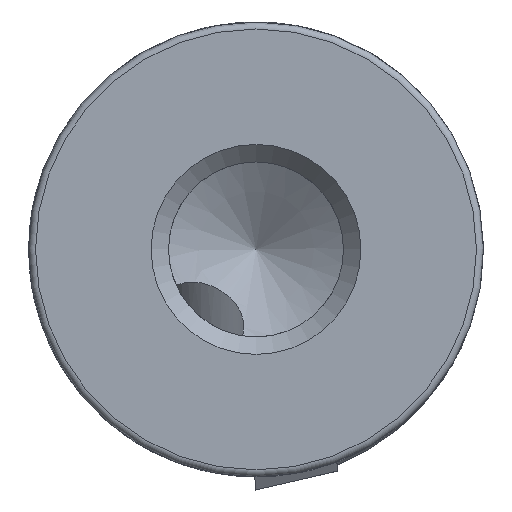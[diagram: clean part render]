
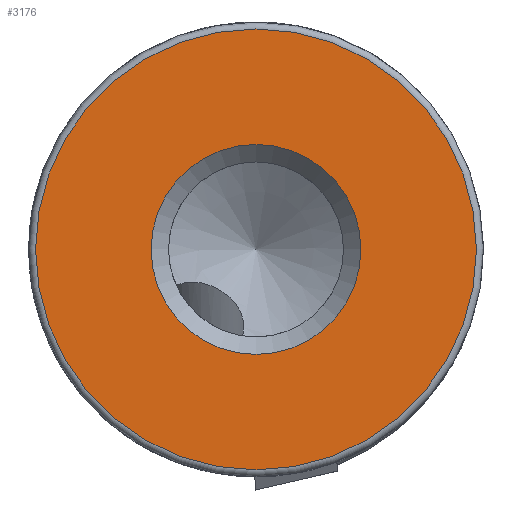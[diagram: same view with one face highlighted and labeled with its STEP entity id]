
A CAD part, left-side view. The second image highlights one B-rep face of the part: STEP entity #3176.
In plain terms, the highlighted planar face has unit normal (-1, 0, 0).
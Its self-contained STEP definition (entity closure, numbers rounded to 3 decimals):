
#101 = CARTESIAN_POINT ( 'NONE',  ( -23., 0., 6.875 ) ) ;
#105 = AXIS2_PLACEMENT_3D ( 'NONE', #272, #3020, #1523 ) ;
#120 = EDGE_LOOP ( 'NONE', ( #1567 ) ) ;
#272 = CARTESIAN_POINT ( 'NONE',  ( -23., 0., 0.375 ) ) ;
#295 = AXIS2_PLACEMENT_3D ( 'NONE', #101, #2878, #3133 ) ;
#336 = VERTEX_POINT ( 'NONE', #432 ) ;
#364 = DIRECTION ( 'NONE',  ( 0., 0., 1. ) ) ;
#372 = DIRECTION ( 'NONE',  ( -1., 0., 0. ) ) ;
#383 = CIRCLE ( 'NONE', #295, 6.3 ) ;
#432 = CARTESIAN_POINT ( 'NONE',  ( -23., 0., 0.575 ) ) ;
#611 = FACE_BOUND ( 'NONE', #2679, .T. ) ;
#652 = FACE_OUTER_BOUND ( 'NONE', #120, .T. ) ;
#1370 = AXIS2_PLACEMENT_3D ( 'NONE', #1626, #372, #364 ) ;
#1523 = DIRECTION ( 'NONE',  ( 0., 0., -1. ) ) ;
#1567 = ORIENTED_EDGE ( 'NONE', *, *, #2965, .T. ) ;
#1626 = CARTESIAN_POINT ( 'NONE',  ( -23., 0., 6.875 ) ) ;
#1627 = ORIENTED_EDGE ( 'NONE', *, *, #2827, .F. ) ;
#1916 = VERTEX_POINT ( 'NONE', #2030 ) ;
#2030 = CARTESIAN_POINT ( 'NONE',  ( -23., 0., 9.875 ) ) ;
#2535 = CIRCLE ( 'NONE', #1370, 3. ) ;
#2679 = EDGE_LOOP ( 'NONE', ( #1627 ) ) ;
#2740 = PLANE ( 'NONE',  #105 ) ;
#2827 = EDGE_CURVE ( 'NONE', #1916, #1916, #2535, .T. ) ;
#2878 = DIRECTION ( 'NONE',  ( -1., 0., 0. ) ) ;
#2965 = EDGE_CURVE ( 'NONE', #336, #336, #383, .T. ) ;
#3020 = DIRECTION ( 'NONE',  ( 1., 0., 0. ) ) ;
#3133 = DIRECTION ( 'NONE',  ( 0., 0., -1. ) ) ;
#3176 = ADVANCED_FACE ( 'NONE', ( #652, #611 ), #2740, .F. ) ;
